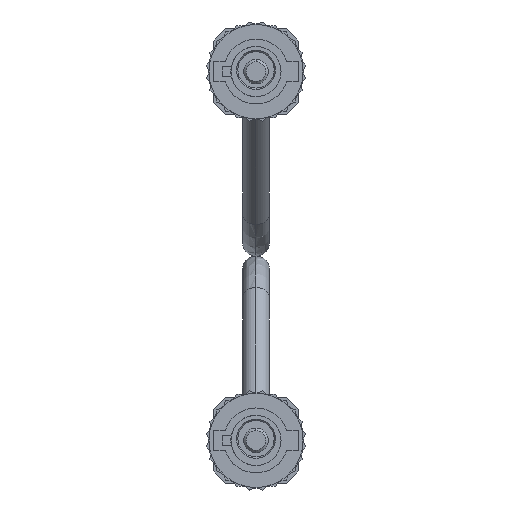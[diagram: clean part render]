
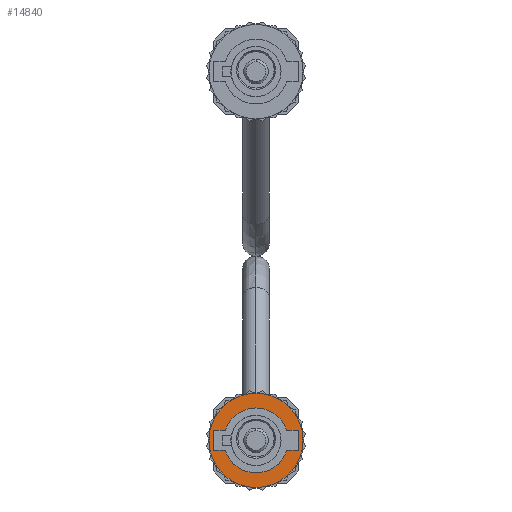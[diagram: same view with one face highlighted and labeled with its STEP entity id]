
A CAD part, front view. The second image highlights one B-rep face of the part: STEP entity #14840.
In plain terms, the highlighted face is planar.
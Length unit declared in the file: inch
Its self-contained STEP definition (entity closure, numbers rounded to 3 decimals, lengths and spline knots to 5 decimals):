
#3612 = VERTEX_POINT ( 'NONE', #5269 ) ;
#3614 = EDGE_CURVE ( 'NONE', #3635, #3612, #5282, .T. ) ;
#3624 = EDGE_CURVE ( 'NONE', #3630, #3704, #5261, .T. ) ;
#3630 = VERTEX_POINT ( 'NONE', #5241 ) ;
#3635 = VERTEX_POINT ( 'NONE', #5222 ) ;
#3704 = VERTEX_POINT ( 'NONE', #5415 ) ;
#5209 = DIRECTION ( 'NONE',  ( 0., 0., 1. ) ) ;
#5210 = DIRECTION ( 'NONE',  ( 0., 1., 0. ) ) ;
#5211 = CARTESIAN_POINT ( 'NONE',  ( 0., 0.45, 0. ) ) ;
#5212 = AXIS2_PLACEMENT_3D ( 'NONE', #5211, #5210, #5209 ) ;
#5222 = CARTESIAN_POINT ( 'NONE',  ( 0., 0.45, 0.1325 ) ) ;
#5241 = CARTESIAN_POINT ( 'NONE',  ( 0., 0.45, 0.1925 ) ) ;
#5261 = CIRCLE ( 'NONE', #5212, 0.1925 ) ;
#5269 = CARTESIAN_POINT ( 'NONE',  ( 0.126, 0.45, 0.041 ) ) ;
#5272 = DIRECTION ( 'NONE',  ( 0., 0., 1. ) ) ;
#5273 = DIRECTION ( 'NONE',  ( 0., 1., 0. ) ) ;
#5274 = CARTESIAN_POINT ( 'NONE',  ( 0., 0.45, 0. ) ) ;
#5275 = AXIS2_PLACEMENT_3D ( 'NONE', #5274, #5273, #5272 ) ;
#5282 = CIRCLE ( 'NONE', #5275, 0.1325 ) ;
#5415 = CARTESIAN_POINT ( 'NONE',  ( 0., 0.45, -0.1925 ) ) ;
#7344 = DIRECTION ( 'NONE',  ( 0., 0., 1. ) ) ;
#7345 = DIRECTION ( 'NONE',  ( 0., 1., 0. ) ) ;
#7346 = CARTESIAN_POINT ( 'NONE',  ( 0., 0.45, 0. ) ) ;
#7347 = AXIS2_PLACEMENT_3D ( 'NONE', #7346, #7345, #7344 ) ;
#7348 = CIRCLE ( 'NONE', #7347, 0.1325 ) ;
#7349 = DIRECTION ( 'NONE',  ( 1., 0., 0. ) ) ;
#7350 = VECTOR ( 'NONE', #7349, 39.37008 ) ;
#7351 = CARTESIAN_POINT ( 'NONE',  ( 0.1725, 0.45, 0.041 ) ) ;
#7352 = LINE ( 'NONE', #7351, #7350 ) ;
#7353 = DIRECTION ( 'NONE',  ( 0., 0., 1. ) ) ;
#7354 = DIRECTION ( 'NONE',  ( 0., 1., 0. ) ) ;
#7355 = CARTESIAN_POINT ( 'NONE',  ( 0., 0.45, 0. ) ) ;
#7356 = AXIS2_PLACEMENT_3D ( 'NONE', #7355, #7354, #7353 ) ;
#7357 = PLANE ( 'NONE',  #7356 ) ;
#7358 = FACE_OUTER_BOUND ( 'NONE', #14606, .T. ) ;
#7359 = FACE_BOUND ( 'NONE', #14884, .T. ) ;
#7430 = DIRECTION ( 'NONE',  ( 0., 0., 1. ) ) ;
#7440 = DIRECTION ( 'NONE',  ( 0., 0., -1. ) ) ;
#7441 = VECTOR ( 'NONE', #7440, 39.37008 ) ;
#7442 = CARTESIAN_POINT ( 'NONE',  ( 0.1725, 0.45, -0.041 ) ) ;
#7443 = LINE ( 'NONE', #7442, #7441 ) ;
#7444 = CARTESIAN_POINT ( 'NONE',  ( 0.1725, 0.45, -0.041 ) ) ;
#7445 = CARTESIAN_POINT ( 'NONE',  ( -0.126, 0.45, 0.041 ) ) ;
#7446 = CARTESIAN_POINT ( 'NONE',  ( -0.126, 0.45, -0.041 ) ) ;
#7456 = DIRECTION ( 'NONE',  ( -1., 0., 0. ) ) ;
#7457 = VECTOR ( 'NONE', #7456, 39.37008 ) ;
#7458 = CARTESIAN_POINT ( 'NONE',  ( -0.126, 0.45, -0.041 ) ) ;
#7459 = LINE ( 'NONE', #7458, #7457 ) ;
#7460 = DIRECTION ( 'NONE',  ( 1., 0., 0. ) ) ;
#7461 = VECTOR ( 'NONE', #7460, 39.37008 ) ;
#7462 = CARTESIAN_POINT ( 'NONE',  ( -0.126, 0.45, 0.041 ) ) ;
#7463 = LINE ( 'NONE', #7462, #7461 ) ;
#7470 = CARTESIAN_POINT ( 'NONE',  ( 0.1725, 0.45, 0.041 ) ) ;
#7481 = CARTESIAN_POINT ( 'NONE',  ( -0.1725, 0.45, -0.041 ) ) ;
#7482 = CARTESIAN_POINT ( 'NONE',  ( 0.126, 0.45, -0.041 ) ) ;
#7483 = DIRECTION ( 'NONE',  ( 0., 0., 1. ) ) ;
#7484 = DIRECTION ( 'NONE',  ( 0., 1., 0. ) ) ;
#7485 = CARTESIAN_POINT ( 'NONE',  ( 0., 0.45, 0. ) ) ;
#7486 = AXIS2_PLACEMENT_3D ( 'NONE', #7485, #7484, #7483 ) ;
#7487 = CIRCLE ( 'NONE', #7486, 0.1325 ) ;
#7488 = DIRECTION ( 'NONE',  ( -1., 0., 0. ) ) ;
#7494 = CARTESIAN_POINT ( 'NONE',  ( -0.1725, 0.45, 0.041 ) ) ;
#7495 = DIRECTION ( 'NONE',  ( 0., 0., 1. ) ) ;
#7496 = VECTOR ( 'NONE', #7495, 39.37008 ) ;
#7497 = CARTESIAN_POINT ( 'NONE',  ( -0.1725, 0.45, -0.041 ) ) ;
#7498 = LINE ( 'NONE', #7497, #7496 ) ;
#7499 = VECTOR ( 'NONE', #7488, 39.37008 ) ;
#7500 = CARTESIAN_POINT ( 'NONE',  ( 0.1725, 0.45, -0.041 ) ) ;
#7501 = LINE ( 'NONE', #7500, #7499 ) ;
#7511 = DIRECTION ( 'NONE',  ( 0., 1., 0. ) ) ;
#7512 = AXIS2_PLACEMENT_3D ( 'NONE', #7520, #7511, #7430 ) ;
#7513 = CIRCLE ( 'NONE', #7512, 0.1925 ) ;
#7520 = CARTESIAN_POINT ( 'NONE',  ( 0., 0.45, 0. ) ) ;
#14606 = EDGE_LOOP ( 'NONE', ( #15033, #15025 ) ) ;
#14840 = ADVANCED_FACE ( 'NONE', ( #7359, #7358 ), #7357, .T. ) ;
#14842 = EDGE_CURVE ( 'NONE', #3612, #14886, #7352, .T. ) ;
#14843 = ORIENTED_EDGE ( 'NONE', *, *, #3614, .F. ) ;
#14845 = ORIENTED_EDGE ( 'NONE', *, *, #14846, .F. ) ;
#14846 = EDGE_CURVE ( 'NONE', #15117, #3635, #7348, .T. ) ;
#14884 = EDGE_LOOP ( 'NONE', ( #14885, #15121, #14843, #14845, #15084, #15083, #15112, #15077, #15075 ) ) ;
#14885 = ORIENTED_EDGE ( 'NONE', *, *, #15120, .F. ) ;
#14886 = VERTEX_POINT ( 'NONE', #7470 ) ;
#14910 = EDGE_CURVE ( 'NONE', #3704, #3630, #7513, .T. ) ;
#15025 = ORIENTED_EDGE ( 'NONE', *, *, #3624, .T. ) ;
#15033 = ORIENTED_EDGE ( 'NONE', *, *, #14910, .T. ) ;
#15069 = EDGE_CURVE ( 'NONE', #15118, #15074, #7501, .T. ) ;
#15072 = EDGE_CURVE ( 'NONE', #15074, #15116, #7487, .T. ) ;
#15074 = VERTEX_POINT ( 'NONE', #7482 ) ;
#15075 = ORIENTED_EDGE ( 'NONE', *, *, #15069, .F. ) ;
#15077 = ORIENTED_EDGE ( 'NONE', *, *, #15072, .F. ) ;
#15079 = VERTEX_POINT ( 'NONE', #7481 ) ;
#15081 = EDGE_CURVE ( 'NONE', #15079, #15086, #7498, .T. ) ;
#15083 = ORIENTED_EDGE ( 'NONE', *, *, #15081, .F. ) ;
#15084 = ORIENTED_EDGE ( 'NONE', *, *, #15110, .F. ) ;
#15086 = VERTEX_POINT ( 'NONE', #7494 ) ;
#15110 = EDGE_CURVE ( 'NONE', #15086, #15117, #7463, .T. ) ;
#15112 = ORIENTED_EDGE ( 'NONE', *, *, #15114, .F. ) ;
#15114 = EDGE_CURVE ( 'NONE', #15116, #15079, #7459, .T. ) ;
#15116 = VERTEX_POINT ( 'NONE', #7446 ) ;
#15117 = VERTEX_POINT ( 'NONE', #7445 ) ;
#15118 = VERTEX_POINT ( 'NONE', #7444 ) ;
#15120 = EDGE_CURVE ( 'NONE', #14886, #15118, #7443, .T. ) ;
#15121 = ORIENTED_EDGE ( 'NONE', *, *, #14842, .F. ) ;
